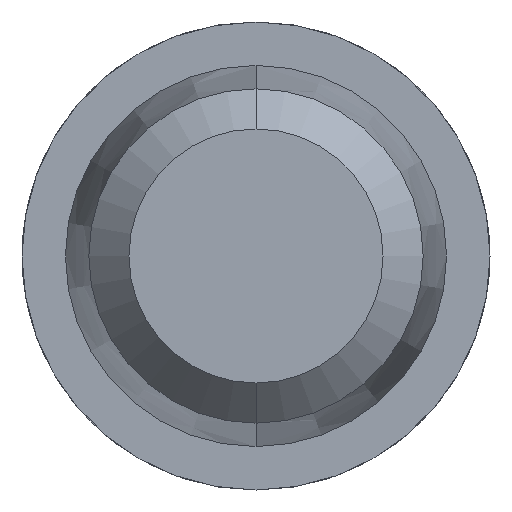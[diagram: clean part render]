
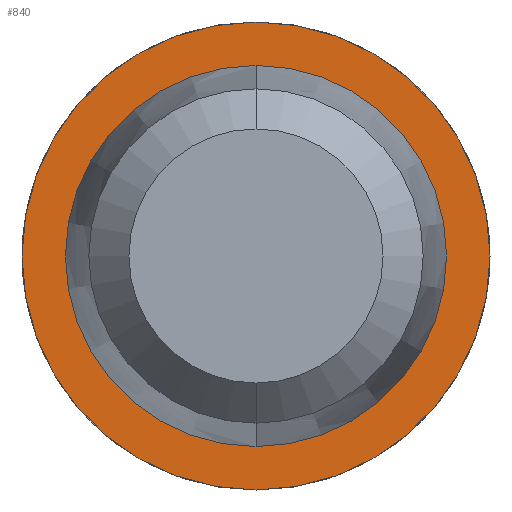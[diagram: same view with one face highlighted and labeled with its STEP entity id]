
A CAD part, front view. The second image highlights one B-rep face of the part: STEP entity #840.
In plain terms, the highlighted planar face has unit normal (0, -1, 0).
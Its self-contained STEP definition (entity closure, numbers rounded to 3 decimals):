
#9 = DIRECTION ( 'NONE',  ( 0., 0., -1. ) ) ;
#109 = CARTESIAN_POINT ( 'NONE',  ( 0., 26., -0.57 ) ) ;
#164 = DIRECTION ( 'NONE',  ( 0., 0., -1. ) ) ;
#309 = CARTESIAN_POINT ( 'NONE',  ( 0., 26., -0.7 ) ) ;
#473 = CARTESIAN_POINT ( 'NONE',  ( 0., 26., 0. ) ) ;
#524 = DIRECTION ( 'NONE',  ( 0., -1., 0. ) ) ;
#555 = EDGE_LOOP ( 'NONE', ( #1223, #979 ) ) ;
#679 = PLANE ( 'NONE',  #3774 ) ;
#702 = EDGE_CURVE ( 'Defeature ausgef�hrt2_10+Defeature ausgef�hrt2_11+Defeature ausgef�hrt2_11+Defeature ausgef�hrt2_11', #1751, #1656, #2443, .T. ) ;
#812 = AXIS2_PLACEMENT_3D ( 'NONE', #1519, #3923, #164 ) ;
#824 = DIRECTION ( 'NONE',  ( 0., 0., -1. ) ) ;
#840 = ADVANCED_FACE ( 'Defeature ausgef�hrt2_10', ( #1807, #2501 ), #679, .T. ) ;
#898 = CIRCLE ( 'NONE', #1112, 0.57 ) ;
#906 = ORIENTED_EDGE ( 'NONE', *, *, #4017, .F. ) ;
#946 = CARTESIAN_POINT ( 'NONE',  ( 0., 26., 0. ) ) ;
#979 = ORIENTED_EDGE ( 'NONE', *, *, #702, .T. ) ;
#987 = CIRCLE ( 'NONE', #812, 0.7 ) ;
#1112 = AXIS2_PLACEMENT_3D ( 'NONE', #473, #1438, #824 ) ;
#1191 = VERTEX_POINT ( 'NONE', #2978 ) ;
#1223 = ORIENTED_EDGE ( 'NONE', *, *, #3650, .T. ) ;
#1334 = CARTESIAN_POINT ( 'NONE',  ( 0., 26., 0. ) ) ;
#1356 = DIRECTION ( 'NONE',  ( 0., -1., 0. ) ) ;
#1438 = DIRECTION ( 'NONE',  ( 0., -1., 0. ) ) ;
#1519 = CARTESIAN_POINT ( 'NONE',  ( 0., 26., 0. ) ) ;
#1597 = ORIENTED_EDGE ( 'NONE', *, *, #2606, .F. ) ;
#1656 = VERTEX_POINT ( 'NONE', #309 ) ;
#1679 = CIRCLE ( 'NONE', #2416, 0.57 ) ;
#1751 = VERTEX_POINT ( 'NONE', #3664 ) ;
#1807 = FACE_OUTER_BOUND ( 'NONE', #555, .T. ) ;
#1877 = AXIS2_PLACEMENT_3D ( 'NONE', #946, #3353, #3020 ) ;
#2416 = AXIS2_PLACEMENT_3D ( 'NONE', #1334, #1356, #3081 ) ;
#2443 = CIRCLE ( 'NONE', #1877, 0.7 ) ;
#2501 = FACE_BOUND ( 'NONE', #3800, .T. ) ;
#2552 = CARTESIAN_POINT ( 'NONE',  ( 0.57, 26., 0. ) ) ;
#2606 = EDGE_CURVE ( 'Defeature ausgef�hrt2_9+Defeature ausgef�hrt2_10+Defeature ausgef�hrt2_10+Defeature ausgef�hrt2_10', #4272, #1191, #1679, .T. ) ;
#2978 = CARTESIAN_POINT ( 'NONE',  ( 0., 26., 0.57 ) ) ;
#3020 = DIRECTION ( 'NONE',  ( 0., 0., -1. ) ) ;
#3081 = DIRECTION ( 'NONE',  ( 0., 0., -1. ) ) ;
#3353 = DIRECTION ( 'NONE',  ( 0., -1., 0. ) ) ;
#3650 = EDGE_CURVE ( 'Defeature ausgef�hrt2_10+Defeature ausgef�hrt2_11+Defeature ausgef�hrt2_11+Defeature ausgef�hrt2_11', #1656, #1751, #987, .T. ) ;
#3664 = CARTESIAN_POINT ( 'NONE',  ( 0., 26., 0.7 ) ) ;
#3774 = AXIS2_PLACEMENT_3D ( 'NONE', #2552, #524, #9 ) ;
#3800 = EDGE_LOOP ( 'NONE', ( #906, #1597 ) ) ;
#3923 = DIRECTION ( 'NONE',  ( 0., -1., 0. ) ) ;
#4017 = EDGE_CURVE ( 'Defeature ausgef�hrt2_9+Defeature ausgef�hrt2_10+Defeature ausgef�hrt2_10+Defeature ausgef�hrt2_10', #1191, #4272, #898, .T. ) ;
#4272 = VERTEX_POINT ( 'NONE', #109 ) ;
